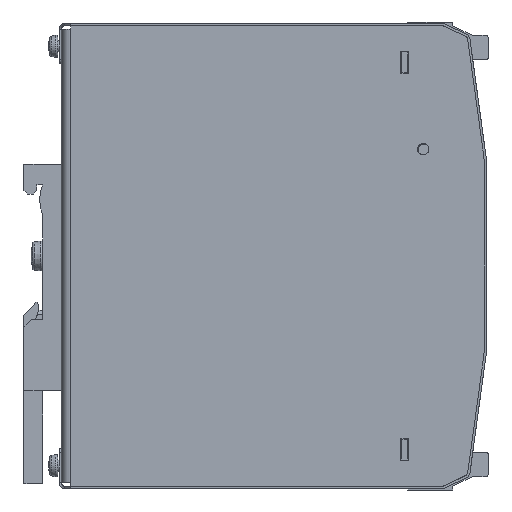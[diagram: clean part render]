
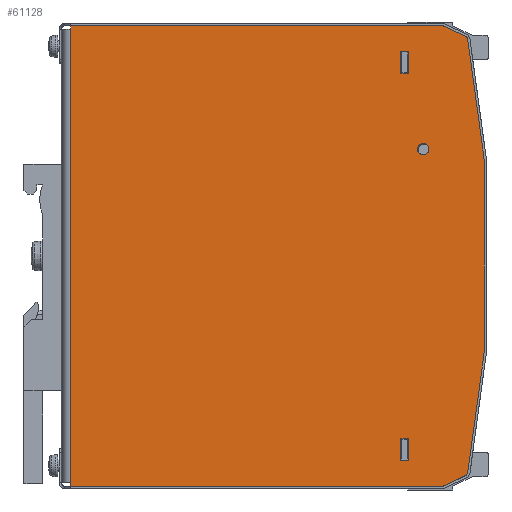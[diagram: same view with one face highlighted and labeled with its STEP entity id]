
A CAD part, left-side view. The second image highlights one B-rep face of the part: STEP entity #61128.
In plain terms, the highlighted planar face has unit normal (-1, 0, 0).
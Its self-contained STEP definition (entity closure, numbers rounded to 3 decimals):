
#798=CIRCLE('',#63813,1.5);
#11806=ORIENTED_EDGE('',*,*,#19431,.F.);
#11807=ORIENTED_EDGE('',*,*,#19432,.F.);
#11808=ORIENTED_EDGE('',*,*,#19433,.F.);
#11809=ORIENTED_EDGE('',*,*,#19434,.F.);
#11810=ORIENTED_EDGE('',*,*,#19435,.F.);
#11811=ORIENTED_EDGE('',*,*,#19436,.F.);
#11812=ORIENTED_EDGE('',*,*,#19437,.T.);
#11813=ORIENTED_EDGE('',*,*,#19438,.T.);
#11814=ORIENTED_EDGE('',*,*,#19439,.F.);
#11815=ORIENTED_EDGE('',*,*,#19440,.F.);
#11816=ORIENTED_EDGE('',*,*,#19076,.F.);
#11817=ORIENTED_EDGE('',*,*,#19029,.F.);
#11818=ORIENTED_EDGE('',*,*,#19441,.F.);
#11819=ORIENTED_EDGE('',*,*,#19024,.F.);
#11820=ORIENTED_EDGE('',*,*,#19054,.F.);
#11821=ORIENTED_EDGE('',*,*,#19442,.F.);
#11822=ORIENTED_EDGE('',*,*,#19443,.F.);
#11823=ORIENTED_EDGE('',*,*,#19444,.F.);
#11824=ORIENTED_EDGE('',*,*,#19445,.F.);
#11825=ORIENTED_EDGE('',*,*,#19446,.F.);
#11826=ORIENTED_EDGE('',*,*,#19447,.F.);
#11827=ORIENTED_EDGE('',*,*,#19448,.T.);
#11828=ORIENTED_EDGE('',*,*,#19449,.T.);
#11829=ORIENTED_EDGE('',*,*,#19450,.T.);
#11830=ORIENTED_EDGE('',*,*,#19451,.T.);
#19024=EDGE_CURVE('',#23826,#23827,#29493,.T.);
#19029=EDGE_CURVE('',#23828,#23829,#29498,.T.);
#19054=EDGE_CURVE('',#23847,#23826,#29516,.T.);
#19076=EDGE_CURVE('',#23829,#23863,#29537,.T.);
#19431=EDGE_CURVE('',#24149,#24150,#29667,.T.);
#19432=EDGE_CURVE('',#24151,#24149,#29668,.T.);
#19433=EDGE_CURVE('',#24152,#24151,#29669,.T.);
#19434=EDGE_CURVE('',#24153,#24152,#29670,.T.);
#19435=EDGE_CURVE('',#24154,#24153,#29671,.T.);
#19436=EDGE_CURVE('',#24155,#24154,#29672,.T.);
#19437=EDGE_CURVE('',#24155,#24156,#29673,.T.);
#19438=EDGE_CURVE('',#24156,#24157,#29674,.T.);
#19439=EDGE_CURVE('',#24158,#24157,#29675,.T.);
#19440=EDGE_CURVE('',#23863,#24158,#29676,.T.);
#19441=EDGE_CURVE('',#23827,#23828,#29677,.T.);
#19442=EDGE_CURVE('',#24150,#23847,#29678,.T.);
#19443=EDGE_CURVE('',#24159,#24159,#798,.T.);
#19444=EDGE_CURVE('',#24160,#24161,#29679,.T.);
#19445=EDGE_CURVE('',#24162,#24160,#29680,.T.);
#19446=EDGE_CURVE('',#24163,#24162,#29681,.T.);
#19447=EDGE_CURVE('',#24161,#24163,#29682,.T.);
#19448=EDGE_CURVE('',#24164,#24165,#29683,.T.);
#19449=EDGE_CURVE('',#24165,#24166,#29684,.T.);
#19450=EDGE_CURVE('',#24166,#24167,#29685,.T.);
#19451=EDGE_CURVE('',#24167,#24164,#29686,.T.);
#23826=VERTEX_POINT('',#85285);
#23827=VERTEX_POINT('',#85287);
#23828=VERTEX_POINT('',#85293);
#23829=VERTEX_POINT('',#85295);
#23847=VERTEX_POINT('',#85341);
#23863=VERTEX_POINT('',#85383);
#24149=VERTEX_POINT('',#88078);
#24150=VERTEX_POINT('',#88079);
#24151=VERTEX_POINT('',#88081);
#24152=VERTEX_POINT('',#88083);
#24153=VERTEX_POINT('',#88085);
#24154=VERTEX_POINT('',#88087);
#24155=VERTEX_POINT('',#88089);
#24156=VERTEX_POINT('',#88091);
#24157=VERTEX_POINT('',#88093);
#24158=VERTEX_POINT('',#88095);
#24159=VERTEX_POINT('',#88100);
#24160=VERTEX_POINT('',#88102);
#24161=VERTEX_POINT('',#88103);
#24162=VERTEX_POINT('',#88105);
#24163=VERTEX_POINT('',#88107);
#24164=VERTEX_POINT('',#88110);
#24165=VERTEX_POINT('',#88111);
#24166=VERTEX_POINT('',#88113);
#24167=VERTEX_POINT('',#88115);
#29493=LINE('',#85286,#34919);
#29498=LINE('',#85294,#34924);
#29516=LINE('',#85342,#34942);
#29537=LINE('',#85382,#34963);
#29667=LINE('',#88077,#35093);
#29668=LINE('',#88080,#35094);
#29669=LINE('',#88082,#35095);
#29670=LINE('',#88084,#35096);
#29671=LINE('',#88086,#35097);
#29672=LINE('',#88088,#35098);
#29673=LINE('',#88090,#35099);
#29674=LINE('',#88092,#35100);
#29675=LINE('',#88094,#35101);
#29676=LINE('',#88096,#35102);
#29677=LINE('',#88097,#35103);
#29678=LINE('',#88098,#35104);
#29679=LINE('',#88101,#35105);
#29680=LINE('',#88104,#35106);
#29681=LINE('',#88106,#35107);
#29682=LINE('',#88108,#35108);
#29683=LINE('',#88109,#35109);
#29684=LINE('',#88112,#35110);
#29685=LINE('',#88114,#35111);
#29686=LINE('',#88116,#35112);
#34919=VECTOR('',#72801,1000.);
#34924=VECTOR('',#72808,1000.);
#34942=VECTOR('',#72848,1000.);
#34963=VECTOR('',#72877,1000.);
#35093=VECTOR('',#73511,1000.);
#35094=VECTOR('',#73512,1000.);
#35095=VECTOR('',#73513,1000.);
#35096=VECTOR('',#73514,1000.);
#35097=VECTOR('',#73515,1000.);
#35098=VECTOR('',#73516,1000.);
#35099=VECTOR('',#73517,1000.);
#35100=VECTOR('',#73518,1000.);
#35101=VECTOR('',#73519,1000.);
#35102=VECTOR('',#73520,1000.);
#35103=VECTOR('',#73521,1000.);
#35104=VECTOR('',#73522,1000.);
#35105=VECTOR('',#73525,1000.);
#35106=VECTOR('',#73526,1000.);
#35107=VECTOR('',#73527,1000.);
#35108=VECTOR('',#73528,1000.);
#35109=VECTOR('',#73529,1000.);
#35110=VECTOR('',#73530,1000.);
#35111=VECTOR('',#73531,1000.);
#35112=VECTOR('',#73532,1000.);
#38206=EDGE_LOOP('',(#11806,#11807,#11808,#11809,#11810,#11811,#11812,#11813,
#11814,#11815,#11816,#11817,#11818,#11819,#11820,#11821));
#38207=EDGE_LOOP('',(#11822));
#38208=EDGE_LOOP('',(#11823,#11824,#11825,#11826));
#38209=EDGE_LOOP('',(#11827,#11828,#11829,#11830));
#41120=FACE_BOUND('',#38206,.T.);
#41121=FACE_BOUND('',#38207,.T.);
#41122=FACE_BOUND('',#38208,.T.);
#41123=FACE_BOUND('',#38209,.T.);
#43217=PLANE('',#63812);
#61128=ADVANCED_FACE('',(#41120,#41121,#41122,#41123),#43217,.T.);
#63812=AXIS2_PLACEMENT_3D('',#88076,#73509,#73510);
#63813=AXIS2_PLACEMENT_3D('',#88099,#73523,#73524);
#72801=DIRECTION('',(0.,-0.068,-0.998));
#72808=DIRECTION('',(0.,0.068,-0.998));
#72848=DIRECTION('',(0.,-0.136,-0.991));
#72877=DIRECTION('',(0.,0.136,-0.991));
#73509=DIRECTION('',(-1.,0.,0.));
#73510=DIRECTION('',(0.,-1.,0.));
#73511=DIRECTION('',(0.,-0.899,-0.438));
#73512=DIRECTION('',(0.,-0.974,-0.225));
#73513=DIRECTION('',(0.,-1.,0.));
#73514=DIRECTION('',(0.,0.,1.));
#73515=DIRECTION('',(0.,0.,1.));
#73516=DIRECTION('',(0.,0.,1.));
#73517=DIRECTION('',(0.,-1.,0.));
#73518=DIRECTION('',(0.,-0.974,0.225));
#73519=DIRECTION('',(0.,0.899,-0.438));
#73520=DIRECTION('',(0.,0.586,-0.81));
#73521=DIRECTION('',(0.,0.,-1.));
#73522=DIRECTION('',(0.,-0.586,-0.81));
#73523=DIRECTION('',(-1.,0.,0.));
#73524=DIRECTION('',(0.,-1.,0.));
#73525=DIRECTION('',(0.,-1.,0.));
#73526=DIRECTION('',(0.,0.,-1.));
#73527=DIRECTION('',(0.,1.,0.));
#73528=DIRECTION('',(0.,0.,1.));
#73529=DIRECTION('',(0.,0.,1.));
#73530=DIRECTION('',(0.,-1.,0.));
#73531=DIRECTION('',(0.,0.,-1.));
#73532=DIRECTION('',(0.,1.,0.));
#85285=CARTESIAN_POINT('',(-22.5,-54.442,25.89));
#85286=CARTESIAN_POINT('',(-22.5,-59.844,-53.437));
#85287=CARTESIAN_POINT('',(-22.5,-54.509,24.895));
#85293=CARTESIAN_POINT('',(-22.5,-54.509,-24.885));
#85294=CARTESIAN_POINT('',(-22.5,-51.506,-68.986));
#85295=CARTESIAN_POINT('',(-22.5,-54.442,-25.88));
#85341=CARTESIAN_POINT('',(-22.5,-50.059,57.922));
#85342=CARTESIAN_POINT('',(-22.5,-64.103,-44.72));
#85382=CARTESIAN_POINT('',(-22.5,-47.582,-76.009));
#85383=CARTESIAN_POINT('',(-22.5,-50.059,-57.912));
#88076=CARTESIAN_POINT('',(-22.5,58.491,-61.495));
#88077=CARTESIAN_POINT('',(-22.5,-9.602,78.116));
#88078=CARTESIAN_POINT('',(-22.5,-44.11,61.286));
#88079=CARTESIAN_POINT('',(-22.5,-49.541,58.637));
#88080=CARTESIAN_POINT('',(-22.5,26.387,77.561));
#88081=CARTESIAN_POINT('',(-22.5,-43.16,61.505));
#88082=CARTESIAN_POINT('',(-22.5,58.491,61.505));
#88083=CARTESIAN_POINT('',(-22.5,55.991,61.505));
#88084=CARTESIAN_POINT('',(-22.5,55.991,-61.495));
#88085=CARTESIAN_POINT('',(-22.5,55.991,60.505));
#88086=CARTESIAN_POINT('',(-22.5,55.991,-61.495));
#88087=CARTESIAN_POINT('',(-22.5,55.991,-60.495));
#88088=CARTESIAN_POINT('',(-22.5,55.991,-61.495));
#88089=CARTESIAN_POINT('',(-22.5,55.991,-61.495));
#88090=CARTESIAN_POINT('',(-22.5,58.491,-61.495));
#88091=CARTESIAN_POINT('',(-22.5,-43.16,-61.495));
#88092=CARTESIAN_POINT('',(-22.5,53.347,-83.776));
#88093=CARTESIAN_POINT('',(-22.5,-44.11,-61.276));
#88094=CARTESIAN_POINT('',(-22.5,38.86,-101.743));
#88095=CARTESIAN_POINT('',(-22.5,-49.541,-58.627));
#88096=CARTESIAN_POINT('',(-22.5,-11.042,-111.82));
#88097=CARTESIAN_POINT('',(-22.5,-54.509,-61.495));
#88098=CARTESIAN_POINT('',(-22.5,-69.462,31.113));
#88099=CARTESIAN_POINT('',(-22.5,-38.165,28.515));
#88100=CARTESIAN_POINT('',(-22.5,-39.665,28.515));
#88101=CARTESIAN_POINT('',(-22.5,-32.204,-54.695));
#88102=CARTESIAN_POINT('',(-22.5,-32.204,-54.695));
#88103=CARTESIAN_POINT('',(-22.5,-34.204,-54.695));
#88104=CARTESIAN_POINT('',(-22.5,-32.204,-48.795));
#88105=CARTESIAN_POINT('',(-22.5,-32.204,-48.795));
#88106=CARTESIAN_POINT('',(-22.5,-34.204,-48.795));
#88107=CARTESIAN_POINT('',(-22.5,-34.204,-48.795));
#88108=CARTESIAN_POINT('',(-22.5,-34.204,-54.695));
#88109=CARTESIAN_POINT('',(-22.5,-32.204,48.805));
#88110=CARTESIAN_POINT('',(-22.5,-32.204,48.805));
#88111=CARTESIAN_POINT('',(-22.5,-32.204,54.705));
#88112=CARTESIAN_POINT('',(-22.5,-32.204,54.705));
#88113=CARTESIAN_POINT('',(-22.5,-34.204,54.705));
#88114=CARTESIAN_POINT('',(-22.5,-34.204,54.705));
#88115=CARTESIAN_POINT('',(-22.5,-34.204,48.805));
#88116=CARTESIAN_POINT('',(-22.5,-34.204,48.805));
